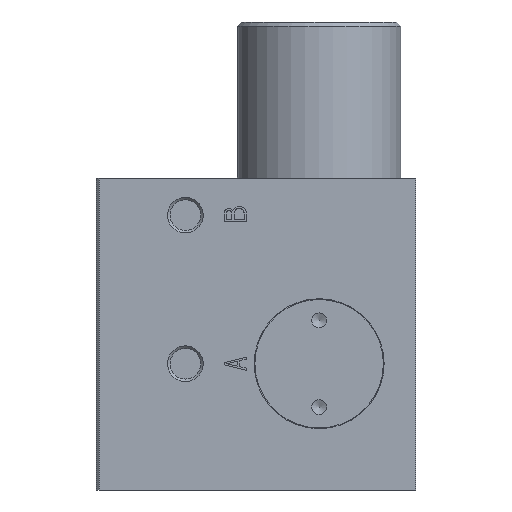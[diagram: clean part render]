
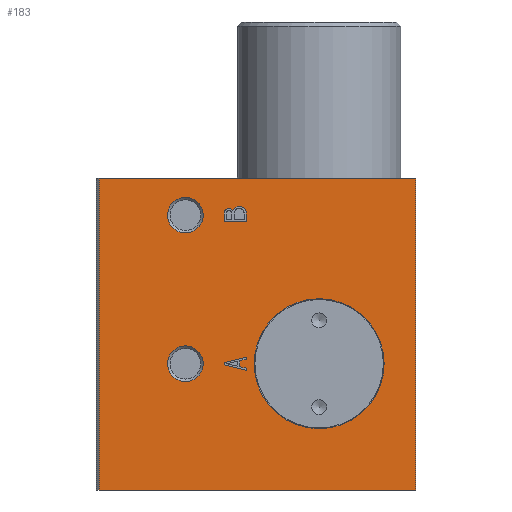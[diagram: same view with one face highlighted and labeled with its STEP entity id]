
A CAD part, left-side view. The second image highlights one B-rep face of the part: STEP entity #183.
In plain terms, the highlighted face is planar.
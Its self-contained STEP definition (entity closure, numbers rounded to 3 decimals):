
#183 = ADVANCED_FACE( '', ( #480, #481, #482, #483, #484, #485 ), #486, .F. );
#480 = FACE_BOUND( '', #945, .T. );
#481 = FACE_OUTER_BOUND( '', #946, .T. );
#482 = FACE_BOUND( '', #947, .T. );
#483 = FACE_BOUND( '', #948, .T. );
#484 = FACE_BOUND( '', #949, .T. );
#485 = FACE_BOUND( '', #950, .T. );
#486 = PLANE( '', #951 );
#945 = EDGE_LOOP( '', ( #1406, #1407, #1408, #1409, #1410, #1411, #1412, #1413 ) );
#946 = EDGE_LOOP( '', ( #1414, #1415, #1416, #1417 ) );
#947 = EDGE_LOOP( '', ( #1418 ) );
#948 = EDGE_LOOP( '', ( #1419 ) );
#949 = EDGE_LOOP( '', ( #1420 ) );
#950 = EDGE_LOOP( '', ( #1421, #1422, #1423, #1424, #1425 ) );
#951 = AXIS2_PLACEMENT_3D( '', #1426, #1427, #1428 );
#1406 = ORIENTED_EDGE( '', *, *, #2434, .T. );
#1407 = ORIENTED_EDGE( '', *, *, #2435, .T. );
#1408 = ORIENTED_EDGE( '', *, *, #2436, .T. );
#1409 = ORIENTED_EDGE( '', *, *, #2437, .T. );
#1410 = ORIENTED_EDGE( '', *, *, #2438, .T. );
#1411 = ORIENTED_EDGE( '', *, *, #2439, .T. );
#1412 = ORIENTED_EDGE( '', *, *, #2440, .T. );
#1413 = ORIENTED_EDGE( '', *, *, #2441, .T. );
#1414 = ORIENTED_EDGE( '', *, *, #2442, .T. );
#1415 = ORIENTED_EDGE( '', *, *, #2443, .F. );
#1416 = ORIENTED_EDGE( '', *, *, #2444, .F. );
#1417 = ORIENTED_EDGE( '', *, *, #2445, .T. );
#1418 = ORIENTED_EDGE( '', *, *, #2446, .F. );
#1419 = ORIENTED_EDGE( '', *, *, #2447, .F. );
#1420 = ORIENTED_EDGE( '', *, *, #2448, .T. );
#1421 = ORIENTED_EDGE( '', *, *, #2449, .T. );
#1422 = ORIENTED_EDGE( '', *, *, #2450, .T. );
#1423 = ORIENTED_EDGE( '', *, *, #2451, .T. );
#1424 = ORIENTED_EDGE( '', *, *, #2452, .T. );
#1425 = ORIENTED_EDGE( '', *, *, #2453, .T. );
#1426 = CARTESIAN_POINT( '', ( 21., 0., -38.5 ) );
#1427 = DIRECTION( '', ( 0., 0., 1. ) );
#1428 = DIRECTION( '', ( 0., -1., 0. ) );
#2434 = EDGE_CURVE( '', #2832, #2833, #2834, .T. );
#2435 = EDGE_CURVE( '', #2833, #2835, #2836, .T. );
#2436 = EDGE_CURVE( '', #2835, #2837, #2838, .T. );
#2437 = EDGE_CURVE( '', #2837, #2839, #2840, .T. );
#2438 = EDGE_CURVE( '', #2839, #2841, #2842, .T. );
#2439 = EDGE_CURVE( '', #2841, #2843, #2844, .T. );
#2440 = EDGE_CURVE( '', #2843, #2845, #2846, .T. );
#2441 = EDGE_CURVE( '', #2845, #2832, #2847, .T. );
#2442 = EDGE_CURVE( '', #2848, #2849, #2850, .T. );
#2443 = EDGE_CURVE( '', #2851, #2849, #2852, .T. );
#2444 = EDGE_CURVE( '', #2853, #2851, #2854, .T. );
#2445 = EDGE_CURVE( '', #2853, #2848, #2855, .T. );
#2446 = EDGE_CURVE( '', #2856, #2856, #2857, .F. );
#2447 = EDGE_CURVE( '', #2858, #2858, #2859, .F. );
#2448 = EDGE_CURVE( '', #2860, #2860, #2861, .T. );
#2449 = EDGE_CURVE( '', #2862, #2863, #2864, .T. );
#2450 = EDGE_CURVE( '', #2863, #2865, #2866, .T. );
#2451 = EDGE_CURVE( '', #2865, #2867, #2868, .T. );
#2452 = EDGE_CURVE( '', #2867, #2869, #2870, .T. );
#2453 = EDGE_CURVE( '', #2869, #2862, #2871, .T. );
#2832 = VERTEX_POINT( '', #3408 );
#2833 = VERTEX_POINT( '', #3409 );
#2834 = LINE( '', #3410, #3411 );
#2835 = VERTEX_POINT( '', #3412 );
#2836 = LINE( '', #3413, #3414 );
#2837 = VERTEX_POINT( '', #3415 );
#2838 = LINE( '', #3416, #3417 );
#2839 = VERTEX_POINT( '', #3418 );
#2840 = LINE( '', #3419, #3420 );
#2841 = VERTEX_POINT( '', #3421 );
#2842 = LINE( '', #3422, #3423 );
#2843 = VERTEX_POINT( '', #3424 );
#2844 = LINE( '', #3425, #3426 );
#2845 = VERTEX_POINT( '', #3427 );
#2846 = LINE( '', #3428, #3429 );
#2847 = LINE( '', #3430, #3431 );
#2848 = VERTEX_POINT( '', #3432 );
#2849 = VERTEX_POINT( '', #3433 );
#2850 = LINE( '', #3434, #3435 );
#2851 = VERTEX_POINT( '', #3436 );
#2852 = LINE( '', #3437, #3438 );
#2853 = VERTEX_POINT( '', #3439 );
#2854 = LINE( '', #3440, #3441 );
#2855 = LINE( '', #3442, #3443 );
#2856 = VERTEX_POINT( '', #3444 );
#2857 = CIRCLE( '', #3445, 2.4 );
#2858 = VERTEX_POINT( '', #3446 );
#2859 = CIRCLE( '', #3447, 2.4 );
#2860 = VERTEX_POINT( '', #3448 );
#2861 = CIRCLE( '', #3449, 8.75 );
#2862 = VERTEX_POINT( '', #3450 );
#2863 = VERTEX_POINT( '', #3451 );
#2864 = CIRCLE( '', #3452, 0.652 );
#2865 = VERTEX_POINT( '', #3453 );
#2866 = CIRCLE( '', #3454, 0.93 );
#2867 = VERTEX_POINT( '', #3455 );
#2868 = LINE( '', #3456, #3457 );
#2869 = VERTEX_POINT( '', #3458 );
#2870 = LINE( '', #3459, #3460 );
#2871 = LINE( '', #3461, #3462 );
#3408 = CARTESIAN_POINT( '', ( 3.85, 25.8, -38.5 ) );
#3409 = CARTESIAN_POINT( '', ( 3.1, 22.8, -38.5 ) );
#3410 = CARTESIAN_POINT( '', ( 3.85, 25.8, -38.5 ) );
#3411 = VECTOR( '', #4234, 1000. );
#3412 = CARTESIAN_POINT( '', ( 3.4, 22.8, -38.5 ) );
#3413 = CARTESIAN_POINT( '', ( 3.1, 22.8, -38.5 ) );
#3414 = VECTOR( '', #4235, 1000. );
#3415 = CARTESIAN_POINT( '', ( 3.6, 23.7, -38.5 ) );
#3416 = CARTESIAN_POINT( '', ( 3.4, 22.8, -38.5 ) );
#3417 = VECTOR( '', #4236, 1000. );
#3418 = CARTESIAN_POINT( '', ( 4.4, 23.7, -38.5 ) );
#3419 = CARTESIAN_POINT( '', ( 3.6, 23.7, -38.5 ) );
#3420 = VECTOR( '', #4237, 1000. );
#3421 = CARTESIAN_POINT( '', ( 4.6, 22.8, -38.5 ) );
#3422 = CARTESIAN_POINT( '', ( 4.4, 23.7, -38.5 ) );
#3423 = VECTOR( '', #4238, 1000. );
#3424 = CARTESIAN_POINT( '', ( 4.9, 22.8, -38.5 ) );
#3425 = CARTESIAN_POINT( '', ( 4.6, 22.8, -38.5 ) );
#3426 = VECTOR( '', #4239, 1000. );
#3427 = CARTESIAN_POINT( '', ( 4.15, 25.8, -38.5 ) );
#3428 = CARTESIAN_POINT( '', ( 4.9, 22.8, -38.5 ) );
#3429 = VECTOR( '', #4240, 1000. );
#3430 = CARTESIAN_POINT( '', ( 4.15, 25.8, -38.5 ) );
#3431 = VECTOR( '', #4241, 1000. );
#3432 = CARTESIAN_POINT( '', ( -21., 0., -38.5 ) );
#3433 = CARTESIAN_POINT( '', ( -21., 42.6, -38.5 ) );
#3434 = CARTESIAN_POINT( '', ( -21., 0., -38.5 ) );
#3435 = VECTOR( '', #4242, 1000. );
#3436 = CARTESIAN_POINT( '', ( 21., 42.6, -38.5 ) );
#3437 = CARTESIAN_POINT( '', ( 21., 42.6, -38.5 ) );
#3438 = VECTOR( '', #4243, 1000. );
#3439 = CARTESIAN_POINT( '', ( 21., 0., -38.5 ) );
#3440 = CARTESIAN_POINT( '', ( 21., 0., -38.5 ) );
#3441 = VECTOR( '', #4244, 1000. );
#3442 = CARTESIAN_POINT( '', ( 21., 0., -38.5 ) );
#3443 = VECTOR( '', #4245, 1000. );
#3444 = CARTESIAN_POINT( '', ( 4., 28.6, -38.5 ) );
#3445 = AXIS2_PLACEMENT_3D( '', #4246, #4247, #4248 );
#3446 = CARTESIAN_POINT( '', ( -16., 28.6, -38.5 ) );
#3447 = AXIS2_PLACEMENT_3D( '', #4249, #4250, #4251 );
#3448 = CARTESIAN_POINT( '', ( 4., 4.25, -38.5 ) );
#3449 = AXIS2_PLACEMENT_3D( '', #4252, #4253, #4254 );
#3450 = CARTESIAN_POINT( '', ( -16.3, 25.8, -38.5 ) );
#3451 = CARTESIAN_POINT( '', ( -16.6, 24.6, -38.5 ) );
#3452 = AXIS2_PLACEMENT_3D( '', #4255, #4256, #4257 );
#3453 = CARTESIAN_POINT( '', ( -16.3, 22.8, -38.5 ) );
#3454 = AXIS2_PLACEMENT_3D( '', #4258, #4259, #4260 );
#3455 = CARTESIAN_POINT( '', ( -15.1, 22.8, -38.5 ) );
#3456 = CARTESIAN_POINT( '', ( -16.3, 22.8, -38.5 ) );
#3457 = VECTOR( '', #4261, 1000. );
#3458 = CARTESIAN_POINT( '', ( -15.1, 25.8, -38.5 ) );
#3459 = CARTESIAN_POINT( '', ( -15.1, 22.8, -38.5 ) );
#3460 = VECTOR( '', #4262, 1000. );
#3461 = CARTESIAN_POINT( '', ( -15.1, 25.8, -38.5 ) );
#3462 = VECTOR( '', #4263, 1000. );
#4234 = DIRECTION( '', ( -0.243, -0.97, 0. ) );
#4235 = DIRECTION( '', ( 1., 0., 0. ) );
#4236 = DIRECTION( '', ( 0.217, 0.976, 0. ) );
#4237 = DIRECTION( '', ( 1., 0., 0. ) );
#4238 = DIRECTION( '', ( 0.217, -0.976, 0. ) );
#4239 = DIRECTION( '', ( 1., 0., 0. ) );
#4240 = DIRECTION( '', ( -0.243, 0.97, 0. ) );
#4241 = DIRECTION( '', ( -1., 0., 0. ) );
#4242 = DIRECTION( '', ( 0., 1., 0. ) );
#4243 = DIRECTION( '', ( -1., 0., 0. ) );
#4244 = DIRECTION( '', ( 0., 1., 0. ) );
#4245 = DIRECTION( '', ( -1., 0., 0. ) );
#4246 = CARTESIAN_POINT( '', ( 4., 31., -38.5 ) );
#4247 = DIRECTION( '', ( 0., 0., 1. ) );
#4248 = DIRECTION( '', ( 0., -1., 0. ) );
#4249 = CARTESIAN_POINT( '', ( -16., 31., -38.5 ) );
#4250 = DIRECTION( '', ( 0., 0., 1. ) );
#4251 = DIRECTION( '', ( 0., -1., 0. ) );
#4252 = CARTESIAN_POINT( '', ( 4., 13., -38.5 ) );
#4253 = DIRECTION( '', ( 0., 0., 1. ) );
#4254 = DIRECTION( '', ( 0., -1., 0. ) );
#4255 = CARTESIAN_POINT( '', ( -16.25, 25.15, -38.5 ) );
#4256 = DIRECTION( '', ( 0., 0., 1. ) );
#4257 = DIRECTION( '', ( 1., 0., 0. ) );
#4258 = CARTESIAN_POINT( '', ( -16.27, 23.73, -38.5 ) );
#4259 = DIRECTION( '', ( 0., 0., 1. ) );
#4260 = DIRECTION( '', ( 1., 0., 0. ) );
#4261 = DIRECTION( '', ( 1., 0., 0. ) );
#4262 = DIRECTION( '', ( 0., 1., 0. ) );
#4263 = DIRECTION( '', ( -1., 0., 0. ) );
